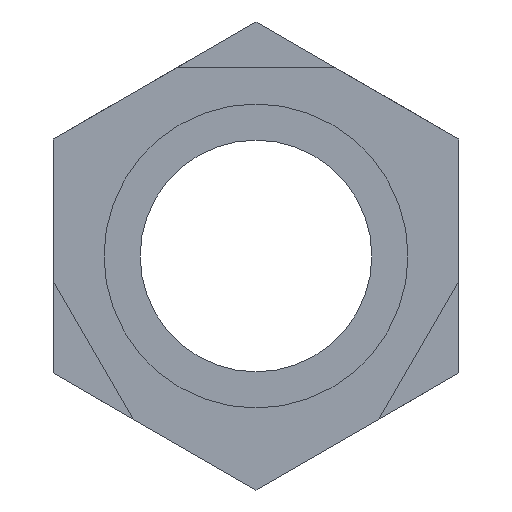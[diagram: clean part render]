
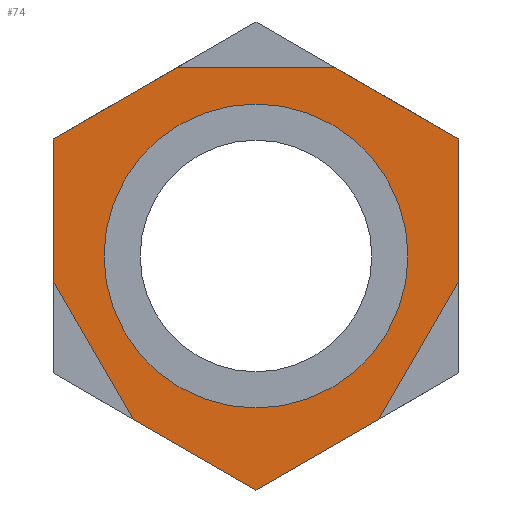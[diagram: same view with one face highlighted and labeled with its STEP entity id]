
A CAD part, front view. The second image highlights one B-rep face of the part: STEP entity #74.
In plain terms, the highlighted planar face has unit normal (0, -1, 0).
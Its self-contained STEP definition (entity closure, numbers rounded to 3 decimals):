
#27 = CIRCLE ( 'NONE', #368, 5.25 ) ;
#33 = CARTESIAN_POINT ( 'NONE',  ( 4.252, 0.225, -5.628 ) ) ;
#37 = ORIENTED_EDGE ( 'NONE', *, *, #672, .F. ) ;
#39 = DIRECTION ( 'NONE',  ( 0., 0., 1. ) ) ;
#43 = CARTESIAN_POINT ( 'NONE',  ( 0., 0.225, 0. ) ) ;
#51 = CARTESIAN_POINT ( 'NONE',  ( 0., 0.225, 5.25 ) ) ;
#68 = VECTOR ( 'NONE', #730, 1000. ) ;
#71 = LINE ( 'NONE', #367, #746 ) ;
#73 = CARTESIAN_POINT ( 'NONE',  ( -2.748, 0.225, 6.496 ) ) ;
#74 = ADVANCED_FACE ( 'NONE', ( #857, #845 ), #209, .F. ) ;
#80 = DIRECTION ( 'NONE',  ( 0., 1., 0. ) ) ;
#88 = CARTESIAN_POINT ( 'NONE',  ( -7., 0.225, -4.041 ) ) ;
#119 = VECTOR ( 'NONE', #504, 1000. ) ;
#129 = LINE ( 'NONE', #639, #684 ) ;
#136 = ORIENTED_EDGE ( 'NONE', *, *, #488, .F. ) ;
#138 = CARTESIAN_POINT ( 'NONE',  ( 0., 0.225, 0. ) ) ;
#150 = CARTESIAN_POINT ( 'NONE',  ( 2.748, 0.225, 6.496 ) ) ;
#153 = DIRECTION ( 'NONE',  ( 0.866, 0., 0.5 ) ) ;
#195 = EDGE_CURVE ( 'NONE', #909, #921, #223, .T. ) ;
#209 = PLANE ( 'NONE',  #607 ) ;
#223 = LINE ( 'NONE', #661, #401 ) ;
#235 = CARTESIAN_POINT ( 'NONE',  ( -7., 0.225, -0.868 ) ) ;
#239 = LINE ( 'NONE', #33, #760 ) ;
#241 = ORIENTED_EDGE ( 'NONE', *, *, #399, .F. ) ;
#250 = VERTEX_POINT ( 'NONE', #313 ) ;
#264 = CARTESIAN_POINT ( 'NONE',  ( 0., 0.225, -8.083 ) ) ;
#265 = CARTESIAN_POINT ( 'NONE',  ( 7., 0.225, 4.041 ) ) ;
#280 = CARTESIAN_POINT ( 'NONE',  ( 0., 0.225, 8.083 ) ) ;
#313 = CARTESIAN_POINT ( 'NONE',  ( -4.252, 0.225, -5.628 ) ) ;
#322 = ORIENTED_EDGE ( 'NONE', *, *, #470, .F. ) ;
#342 = CARTESIAN_POINT ( 'NONE',  ( 7., 0.225, -0.868 ) ) ;
#347 = EDGE_CURVE ( 'NONE', #354, #537, #27, .T. ) ;
#354 = VERTEX_POINT ( 'NONE', #51 ) ;
#358 = EDGE_CURVE ( 'NONE', #537, #354, #896, .T. ) ;
#365 = DIRECTION ( 'NONE',  ( 0., 0., 1. ) ) ;
#367 = CARTESIAN_POINT ( 'NONE',  ( -7., 0.225, 4.041 ) ) ;
#368 = AXIS2_PLACEMENT_3D ( 'NONE', #550, #394, #895 ) ;
#375 = DIRECTION ( 'NONE',  ( 1., 0., 0. ) ) ;
#385 = CARTESIAN_POINT ( 'NONE',  ( 2.748, 0.225, 6.496 ) ) ;
#394 = DIRECTION ( 'NONE',  ( 0., -1., 0. ) ) ;
#399 = EDGE_CURVE ( 'NONE', #471, #543, #834, .T. ) ;
#401 = VECTOR ( 'NONE', #650, 1000. ) ;
#437 = VERTEX_POINT ( 'NONE', #545 ) ;
#445 = LINE ( 'NONE', #150, #783 ) ;
#457 = ORIENTED_EDGE ( 'NONE', *, *, #736, .F. ) ;
#464 = ORIENTED_EDGE ( 'NONE', *, *, #195, .F. ) ;
#470 = EDGE_CURVE ( 'NONE', #491, #594, #445, .T. ) ;
#471 = VERTEX_POINT ( 'NONE', #582 ) ;
#488 = EDGE_CURVE ( 'NONE', #543, #250, #129, .T. ) ;
#491 = VERTEX_POINT ( 'NONE', #73 ) ;
#499 = LINE ( 'NONE', #280, #119 ) ;
#504 = DIRECTION ( 'NONE',  ( 0.866, 0., -0.5 ) ) ;
#511 = DIRECTION ( 'NONE',  ( -0.866, 0., 0.5 ) ) ;
#520 = LINE ( 'NONE', #88, #708 ) ;
#529 = DIRECTION ( 'NONE',  ( -0.5, 0., -0.866 ) ) ;
#537 = VERTEX_POINT ( 'NONE', #624 ) ;
#538 = DIRECTION ( 'NONE',  ( -0.866, 0., -0.5 ) ) ;
#543 = VERTEX_POINT ( 'NONE', #264 ) ;
#545 = CARTESIAN_POINT ( 'NONE',  ( -7., 0.225, -0.868 ) ) ;
#550 = CARTESIAN_POINT ( 'NONE',  ( 0., 0.225, 0. ) ) ;
#568 = LINE ( 'NONE', #235, #68 ) ;
#582 = CARTESIAN_POINT ( 'NONE',  ( 4.252, 0.225, -5.628 ) ) ;
#593 = VECTOR ( 'NONE', #538, 1000. ) ;
#594 = VERTEX_POINT ( 'NONE', #385 ) ;
#603 = DIRECTION ( 'NONE',  ( 0., -1., 0. ) ) ;
#607 = AXIS2_PLACEMENT_3D ( 'NONE', #138, #80, #365 ) ;
#624 = CARTESIAN_POINT ( 'NONE',  ( 0., 0.225, -5.25 ) ) ;
#626 = EDGE_CURVE ( 'NONE', #594, #909, #499, .T. ) ;
#629 = VERTEX_POINT ( 'NONE', #882 ) ;
#634 = ORIENTED_EDGE ( 'NONE', *, *, #358, .F. ) ;
#639 = CARTESIAN_POINT ( 'NONE',  ( 0., 0.225, -8.083 ) ) ;
#644 = ORIENTED_EDGE ( 'NONE', *, *, #347, .F. ) ;
#650 = DIRECTION ( 'NONE',  ( 0., 0., -1. ) ) ;
#661 = CARTESIAN_POINT ( 'NONE',  ( 7., 0.225, 4.041 ) ) ;
#668 = AXIS2_PLACEMENT_3D ( 'NONE', #43, #603, #39 ) ;
#672 = EDGE_CURVE ( 'NONE', #250, #437, #568, .T. ) ;
#684 = VECTOR ( 'NONE', #511, 1000. ) ;
#692 = EDGE_CURVE ( 'NONE', #437, #629, #520, .T. ) ;
#695 = ORIENTED_EDGE ( 'NONE', *, *, #795, .F. ) ;
#708 = VECTOR ( 'NONE', #717, 1000. ) ;
#716 = EDGE_LOOP ( 'NONE', ( #644, #634 ) ) ;
#717 = DIRECTION ( 'NONE',  ( 0., 0., 1. ) ) ;
#730 = DIRECTION ( 'NONE',  ( -0.5, 0., 0.866 ) ) ;
#736 = EDGE_CURVE ( 'NONE', #629, #491, #71, .T. ) ;
#746 = VECTOR ( 'NONE', #153, 1000. ) ;
#747 = EDGE_LOOP ( 'NONE', ( #37, #136, #241, #695, #464, #805, #322, #457, #778 ) ) ;
#760 = VECTOR ( 'NONE', #529, 1000. ) ;
#778 = ORIENTED_EDGE ( 'NONE', *, *, #692, .F. ) ;
#783 = VECTOR ( 'NONE', #375, 1000. ) ;
#795 = EDGE_CURVE ( 'NONE', #921, #471, #239, .T. ) ;
#805 = ORIENTED_EDGE ( 'NONE', *, *, #626, .F. ) ;
#834 = LINE ( 'NONE', #901, #593 ) ;
#845 = FACE_OUTER_BOUND ( 'NONE', #747, .T. ) ;
#857 = FACE_BOUND ( 'NONE', #716, .T. ) ;
#882 = CARTESIAN_POINT ( 'NONE',  ( -7., 0.225, 4.041 ) ) ;
#895 = DIRECTION ( 'NONE',  ( 0., 0., 1. ) ) ;
#896 = CIRCLE ( 'NONE', #668, 5.25 ) ;
#901 = CARTESIAN_POINT ( 'NONE',  ( 7., 0.225, -4.041 ) ) ;
#909 = VERTEX_POINT ( 'NONE', #265 ) ;
#921 = VERTEX_POINT ( 'NONE', #342 ) ;
